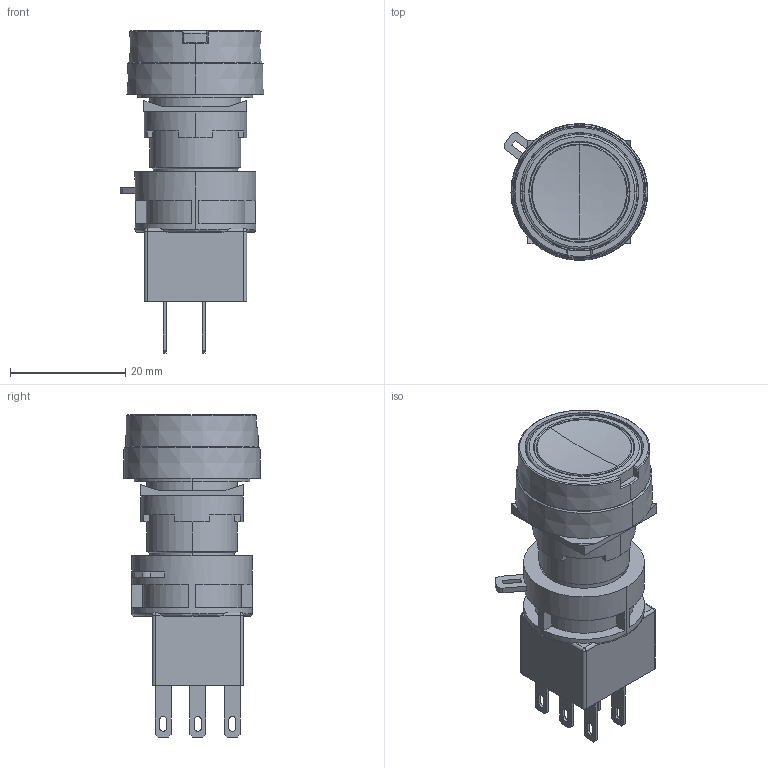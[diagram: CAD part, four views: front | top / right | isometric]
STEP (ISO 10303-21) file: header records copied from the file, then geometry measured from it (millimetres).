
FILE_DESCRIPTION (( 'STEP AP214' ), '1' );
FILE_NAME ('23_HA1B-[M][A]1Cx$.STEP', '2020-10-28T02:05:19', ( 'IDEC' ), ( 'IDEC' ), 'SwSTEP 2.0', 'SolidWorks 2019', '' );
FILE_SCHEMA (( 'AUTOMOTIVE_DESIGN' ));
Length unit declared in the file: millimetre
Products named in the file (4): 16-NUT-SET; HA1B-1-BODY; 23_HA1B-[M][A]1Cx$; HA-C2
Assembly tree (3 placements, depth 2):
  23_HA1B-[M][A]1Cx$
    HA1B-1-BODY
    HA-C2
    16-NUT-SET
Bounding box: 24.99 x 23.8 x 56 mm (x, y, z)
Volume: 14224.5 mm3; surface area: 7224.5 mm2
Topology: 3 solids, 3 shells, 232 faces, 601 edges, 387 vertices
Faces by surface type: plane 147, cylinder 49, cone 20, bspline 14, torus 2
Entity records: 8152 total; most frequent: CARTESIAN_POINT 1876, ORIENTED_EDGE 1190, DIRECTION 1161, EDGE_CURVE 595, AXIS2_PLACEMENT_3D 390, VERTEX_POINT 387, LINE 381, VECTOR 381
